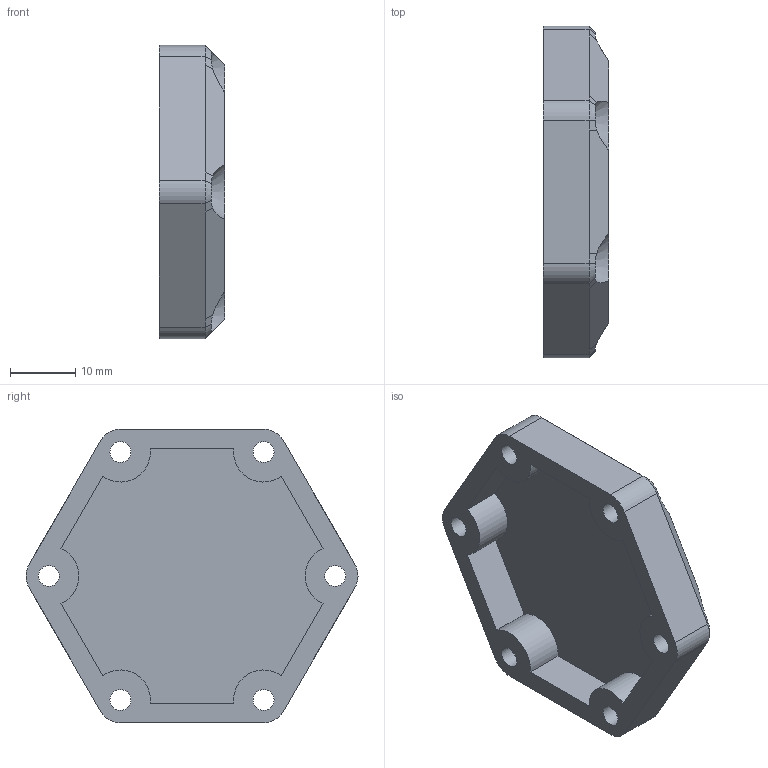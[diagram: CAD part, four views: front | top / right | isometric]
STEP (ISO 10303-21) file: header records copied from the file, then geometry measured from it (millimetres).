
FILE_DESCRIPTION(/* description */ (''),/* implementation_level */ '2;1');
FILE_NAME(/* name */ 'ABSO-EAR-Basic.step',/* time_stamp */ '2025-07-15T15:22:48+02:00',/* author */ (''),/* organization */ (''),/* preprocessor_version */ 'ST-DEVELOPER v20.1',/* originating_system */ 'Autodesk Translation Framework v14.10.0.0',/* authorisation */ '');
FILE_SCHEMA (('AUTOMOTIVE_DESIGN { 1 0 10303 214 3 1 1 }'));
Length unit declared in the file: millimetre
Products named in the file (1): ABSO-EAR-Basic
Bounding box: 10 x 50.88 x 45 mm (x, y, z)
Volume: 9179.1 mm3; surface area: 5970.1 mm2
Topology: 1 solids, 1 shells, 63 faces, 183 edges, 117 vertices
Faces by surface type: plane 21, cylinder 18, cone 12, bspline 12
Full cylindrical faces by diameter (mm): 3.2 x6
Entity records: 2330 total; most frequent: CARTESIAN_POINT 688, ORIENTED_EDGE 366, DIRECTION 300, EDGE_CURVE 183, VERTEX_POINT 117, AXIS2_PLACEMENT_3D 105, LINE 90, VECTOR 90
